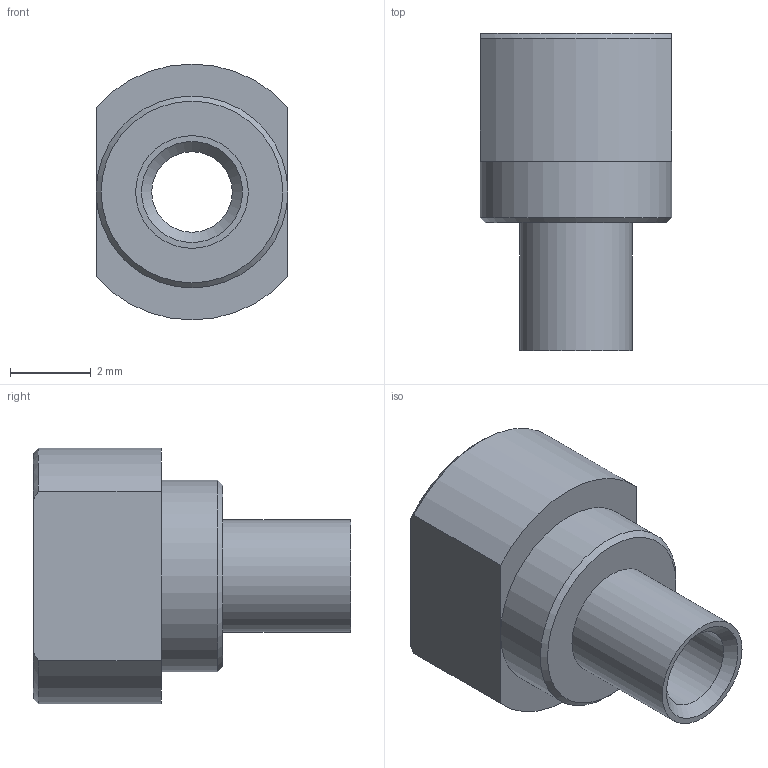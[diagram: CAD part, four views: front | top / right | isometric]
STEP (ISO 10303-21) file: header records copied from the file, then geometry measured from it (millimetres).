
FILE_DESCRIPTION(/* description */ (''),/* implementation_level */ '2;1');
FILE_NAME(/* name */ 'ADAPTER BUSHING.stp',/* time_stamp */ '2017-04-18T13:07:23-04:00',/* author */ ('Tanya'),/* organization */ (''),/* preprocessor_version */ 'ST-DEVELOPER v15.6',/* originating_system */ 'Autodesk Inventor 2015',/* authorisation */ '');
FILE_SCHEMA (('AUTOMOTIVE_DESIGN { 1 0 10303 214 3 1 1 }'));
Length unit declared in the file: inch
Products named in the file (1): ADAPTER BUSHING
Bounding box: 4.76 x 7.87 x 6.35 mm (x, y, z)
Volume: 94.9 mm3; surface area: 215.4 mm2
Topology: 1 solids, 1 shells, 19 faces, 40 edges, 25 vertices
Faces by surface type: plane 8, cylinder 6, cone 5
Full cylindrical faces by diameter (mm): 2 x1, 2.794 x1, 3 x1, 4.762 x1
Entity records: 494 total; most frequent: DIRECTION 86, CARTESIAN_POINT 84, ORIENTED_EDGE 64, AXIS2_PLACEMENT_3D 38, EDGE_CURVE 32, EDGE_LOOP 30, VERTEX_POINT 24, FACE_OUTER_BOUND 19
